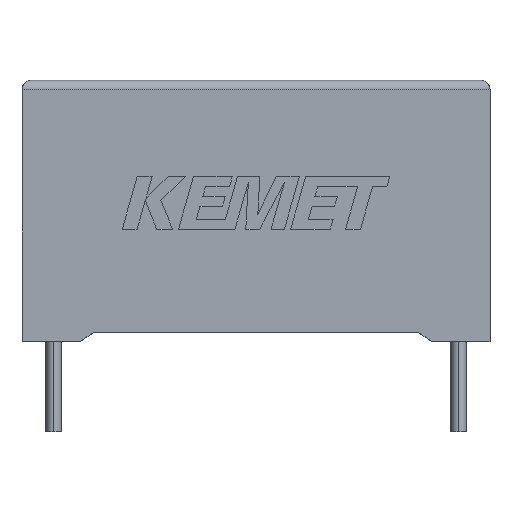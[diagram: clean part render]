
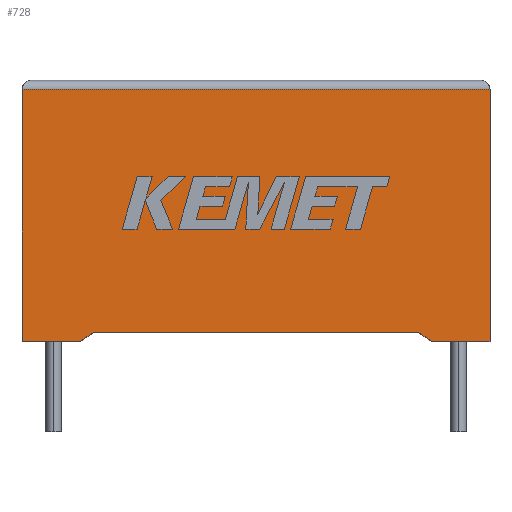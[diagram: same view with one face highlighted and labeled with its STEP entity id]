
A CAD part, top view. The second image highlights one B-rep face of the part: STEP entity #728.
In plain terms, the highlighted planar face has unit normal (0, 0, 1).
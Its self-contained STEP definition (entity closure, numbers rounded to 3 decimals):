
#25 = CARTESIAN_POINT ( 'NONE',  ( 3.972, 0.5, 6.5 ) ) ;
#29 = CARTESIAN_POINT ( 'NONE',  ( 3.25, 0., 6.5 ) ) ;
#46 = DIRECTION ( 'NONE',  ( -1., 0., 0. ) ) ;
#96 = VECTOR ( 'NONE', #2940, 1000. ) ;
#109 = EDGE_CURVE ( 'NONE', #2839, #888, #559, .T. ) ;
#117 = ORIENTED_EDGE ( 'NONE', *, *, #2632, .T. ) ;
#147 = EDGE_CURVE ( 'NONE', #947, #2839, #1769, .T. ) ;
#149 = FACE_OUTER_BOUND ( 'NONE', #724, .T. ) ;
#165 = DIRECTION ( 'NONE',  ( -1., 0., 0. ) ) ;
#167 = LINE ( 'NONE', #2259, #1433 ) ;
#170 = CARTESIAN_POINT ( 'NONE',  ( 0., 14., 6.5 ) ) ;
#247 = ORIENTED_EDGE ( 'NONE', *, *, #147, .T. ) ;
#333 = EDGE_CURVE ( 'NONE', #2505, #486, #1606, .T. ) ;
#373 = VERTEX_POINT ( 'NONE', #25 ) ;
#391 = LINE ( 'NONE', #170, #96 ) ;
#431 = DIRECTION ( 'NONE',  ( 0.822, -0.569, 0. ) ) ;
#486 = VERTEX_POINT ( 'NONE', #2497 ) ;
#559 = LINE ( 'NONE', #1482, #2568 ) ;
#570 = DIRECTION ( 'NONE',  ( 0., 1., 0. ) ) ;
#644 = VECTOR ( 'NONE', #570, 1000. ) ;
#669 = VERTEX_POINT ( 'NONE', #825 ) ;
#724 = EDGE_LOOP ( 'NONE', ( #1652, #117, #247, #1881, #1260, #1777, #2607, #1209 ) ) ;
#728 = ADVANCED_FACE ( 'NONE', ( #149 ), #2293, .F. ) ;
#825 = CARTESIAN_POINT ( 'NONE',  ( 26., 14., 6.5 ) ) ;
#856 = EDGE_CURVE ( 'NONE', #373, #888, #2147, .T. ) ;
#888 = VERTEX_POINT ( 'NONE', #1234 ) ;
#947 = VERTEX_POINT ( 'NONE', #2456 ) ;
#1029 = VECTOR ( 'NONE', #431, 1000. ) ;
#1048 = DIRECTION ( 'NONE',  ( 0., -1., 0. ) ) ;
#1084 = DIRECTION ( 'NONE',  ( 1., 0., 0. ) ) ;
#1100 = DIRECTION ( 'NONE',  ( 0., 0., -1. ) ) ;
#1175 = EDGE_CURVE ( 'NONE', #1827, #669, #1507, .T. ) ;
#1209 = ORIENTED_EDGE ( 'NONE', *, *, #1628, .T. ) ;
#1234 = CARTESIAN_POINT ( 'NONE',  ( 3.25, 0., 6.5 ) ) ;
#1260 = ORIENTED_EDGE ( 'NONE', *, *, #856, .F. ) ;
#1336 = EDGE_CURVE ( 'NONE', #2505, #373, #1651, .T. ) ;
#1433 = VECTOR ( 'NONE', #1084, 1000. ) ;
#1482 = CARTESIAN_POINT ( 'NONE',  ( 0., 0., 6.5 ) ) ;
#1507 = LINE ( 'NONE', #2464, #644 ) ;
#1513 = CARTESIAN_POINT ( 'NONE',  ( 0., 0., 6.5 ) ) ;
#1547 = CARTESIAN_POINT ( 'NONE',  ( 0., 0., 6.5 ) ) ;
#1606 = LINE ( 'NONE', #2556, #1029 ) ;
#1628 = EDGE_CURVE ( 'NONE', #486, #1827, #167, .T. ) ;
#1636 = VECTOR ( 'NONE', #46, 1000. ) ;
#1651 = LINE ( 'NONE', #2365, #1636 ) ;
#1652 = ORIENTED_EDGE ( 'NONE', *, *, #1175, .T. ) ;
#1769 = LINE ( 'NONE', #2442, #2807 ) ;
#1777 = ORIENTED_EDGE ( 'NONE', *, *, #1336, .F. ) ;
#1827 = VERTEX_POINT ( 'NONE', #2933 ) ;
#1881 = ORIENTED_EDGE ( 'NONE', *, *, #109, .T. ) ;
#1908 = DIRECTION ( 'NONE',  ( -0.822, -0.569, 0. ) ) ;
#2147 = LINE ( 'NONE', #29, #2957 ) ;
#2225 = DIRECTION ( 'NONE',  ( 1., 0., 0. ) ) ;
#2259 = CARTESIAN_POINT ( 'NONE',  ( 0., 0., 6.5 ) ) ;
#2293 = PLANE ( 'NONE',  #2909 ) ;
#2365 = CARTESIAN_POINT ( 'NONE',  ( 13., 0.5, 6.5 ) ) ;
#2442 = CARTESIAN_POINT ( 'NONE',  ( 0., 0., 6.5 ) ) ;
#2456 = CARTESIAN_POINT ( 'NONE',  ( 0., 14., 6.5 ) ) ;
#2464 = CARTESIAN_POINT ( 'NONE',  ( 26., 0., 6.5 ) ) ;
#2497 = CARTESIAN_POINT ( 'NONE',  ( 22.75, 0., 6.5 ) ) ;
#2505 = VERTEX_POINT ( 'NONE', #2856 ) ;
#2556 = CARTESIAN_POINT ( 'NONE',  ( 22.75, 0., 6.5 ) ) ;
#2568 = VECTOR ( 'NONE', #2225, 1000. ) ;
#2607 = ORIENTED_EDGE ( 'NONE', *, *, #333, .T. ) ;
#2632 = EDGE_CURVE ( 'NONE', #669, #947, #391, .T. ) ;
#2807 = VECTOR ( 'NONE', #1048, 1000. ) ;
#2839 = VERTEX_POINT ( 'NONE', #1513 ) ;
#2856 = CARTESIAN_POINT ( 'NONE',  ( 22.028, 0.5, 6.5 ) ) ;
#2909 = AXIS2_PLACEMENT_3D ( 'NONE', #1547, #1100, #165 ) ;
#2933 = CARTESIAN_POINT ( 'NONE',  ( 26., 0., 6.5 ) ) ;
#2940 = DIRECTION ( 'NONE',  ( -1., 0., 0. ) ) ;
#2957 = VECTOR ( 'NONE', #1908, 1000. ) ;
